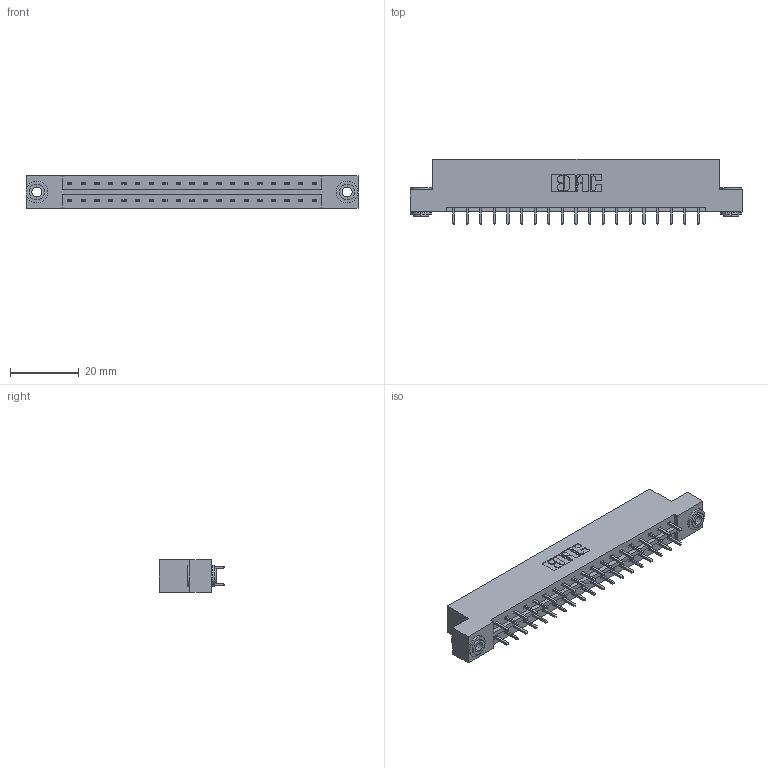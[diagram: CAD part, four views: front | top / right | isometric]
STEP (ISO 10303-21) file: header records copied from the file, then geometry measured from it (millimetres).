
FILE_DESCRIPTION (( 'STEP AP203' ), '1' );
FILE_NAME ('333-038-521-203.STEP', '2018-08-03T03:36:49', ( '' ), ( '' ), 'SwSTEP 2.0', 'SolidWorks 2016', '' );
FILE_SCHEMA (( 'CONFIG_CONTROL_DESIGN' ));
Length unit declared in the file: inch
Products named in the file (4): 345-292-001_345-293-121; 345-250-002_345-250-002-102; 333-038-521-203; 333 Part_Flush - .156 Dia - TH
Assembly tree (41 placements, depth 2):
  333-038-521-203
    333 Part_Flush - .156 Dia - TH
    345-292-001_345-293-121  x38
    345-250-002_345-250-002-102  x2
Bounding box: 96.82 x 19.06 x 9.4 mm (x, y, z)
Volume: 9674.1 mm3; surface area: 11301.6 mm2
Topology: 41 solids, 41 shells, 2128 faces, 6277 edges, 4130 vertices
Faces by surface type: plane 1448, cylinder 672, cone 8
Entity records: 15866 total; most frequent: CARTESIAN_POINT 2633, ORIENTED_EDGE 2562, DIRECTION 2323, EDGE_CURVE 1281, VECTOR 1129, LINE 1129, VERTEX_POINT 850, AXIS2_PLACEMENT_3D 597
